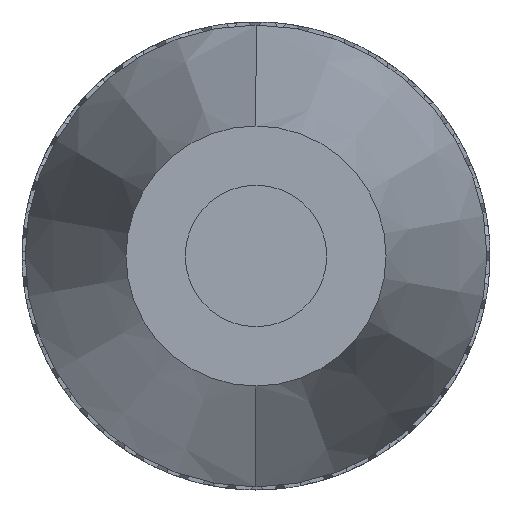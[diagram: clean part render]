
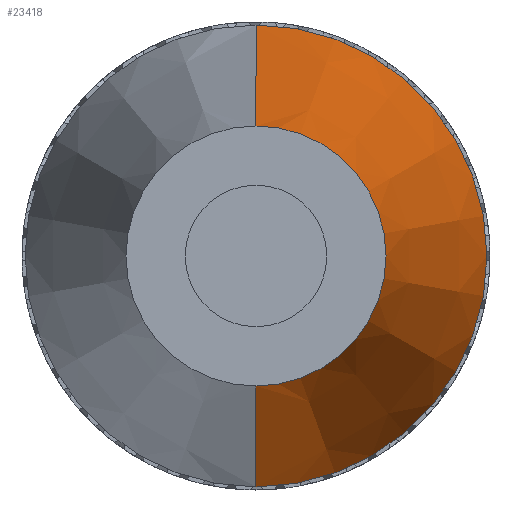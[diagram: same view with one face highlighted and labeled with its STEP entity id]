
A CAD part, front view. The second image highlights one B-rep face of the part: STEP entity #23418.
In plain terms, the highlighted conical face has half-angle 13.203 degrees and reference radius 2.819 mm.
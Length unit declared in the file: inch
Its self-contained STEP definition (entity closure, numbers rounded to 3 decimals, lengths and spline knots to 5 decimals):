
#42 = VERTEX_POINT ( 'NONE', #14463 ) ;
#10935 = LINE ( 'NONE', #61157, #10944 ) ;
#10937 = LINE ( 'NONE', #61137, #10941 ) ;
#10939 = CIRCLE ( 'NONE', #36180, 0.111 ) ;
#10941 = VECTOR ( 'NONE', #61129, 39.37008 ) ;
#10943 = CIRCLE ( 'NONE', #36182, 0.0625 ) ;
#10944 = VECTOR ( 'NONE', #61143, 39.37008 ) ;
#14463 = CARTESIAN_POINT ( 'NONE',  ( 0., 0.06067, -0.0625 ) ) ;
#14534 = EDGE_LOOP ( 'NONE', ( #73688, #73687, #73698, #73697 ) ) ;
#23418 = ADVANCED_FACE ( 'NONE', ( #35327 ), #35338, .T. ) ;
#35327 = FACE_OUTER_BOUND ( 'NONE', #14534, .T. ) ;
#35338 = CONICAL_SURFACE ( 'NONE', #50410, 0.111, 0.23 ) ;
#36180 = AXIS2_PLACEMENT_3D ( 'NONE', #61159, #61161, #61163 ) ;
#36182 = AXIS2_PLACEMENT_3D ( 'NONE', #61172, #61173, #61175 ) ;
#50001 = CARTESIAN_POINT ( 'NONE',  ( 0., 0.2674, 0.111 ) ) ;
#50183 = CARTESIAN_POINT ( 'NONE',  ( 0., 0.2674, -0.111 ) ) ;
#50334 = CARTESIAN_POINT ( 'NONE',  ( 0., 0.06067, 0.0625 ) ) ;
#50410 = AXIS2_PLACEMENT_3D ( 'NONE', #55859, #55860, #55842 ) ;
#55842 = DIRECTION ( 'NONE',  ( 0., 0., 1. ) ) ;
#55859 = CARTESIAN_POINT ( 'NONE',  ( 0., 0.2674, 0. ) ) ;
#55860 = DIRECTION ( 'NONE',  ( 0., 1., 0. ) ) ;
#61129 = DIRECTION ( 'NONE',  ( 0., 0.974, 0.228 ) ) ;
#61137 = CARTESIAN_POINT ( 'NONE',  ( 0., 0.2674, 0.111 ) ) ;
#61143 = DIRECTION ( 'NONE',  ( 0., 0.974, -0.228 ) ) ;
#61157 = CARTESIAN_POINT ( 'NONE',  ( 0., 0.2674, -0.111 ) ) ;
#61159 = CARTESIAN_POINT ( 'NONE',  ( 0., 0.2674, 0. ) ) ;
#61161 = DIRECTION ( 'NONE',  ( 0., -1., 0. ) ) ;
#61163 = DIRECTION ( 'NONE',  ( 0., 0., -1. ) ) ;
#61172 = CARTESIAN_POINT ( 'NONE',  ( 0., 0.06067, 0. ) ) ;
#61173 = DIRECTION ( 'NONE',  ( 0., -1., 0. ) ) ;
#61175 = DIRECTION ( 'NONE',  ( 0., 0., -1. ) ) ;
#73687 = ORIENTED_EDGE ( 'NONE', *, *, #74946, .T. ) ;
#73688 = ORIENTED_EDGE ( 'NONE', *, *, #74948, .F. ) ;
#73697 = ORIENTED_EDGE ( 'NONE', *, *, #74942, .F. ) ;
#73698 = ORIENTED_EDGE ( 'NONE', *, *, #74944, .T. ) ;
#74384 = VERTEX_POINT ( 'NONE', #50001 ) ;
#74450 = VERTEX_POINT ( 'NONE', #50183 ) ;
#74490 = VERTEX_POINT ( 'NONE', #50334 ) ;
#74942 = EDGE_CURVE ( 'NONE', #74490, #74384, #10937, .T. ) ;
#74944 = EDGE_CURVE ( 'NONE', #74450, #74384, #10939, .T. ) ;
#74946 = EDGE_CURVE ( 'NONE', #42, #74450, #10935, .T. ) ;
#74948 = EDGE_CURVE ( 'NONE', #42, #74490, #10943, .T. ) ;
